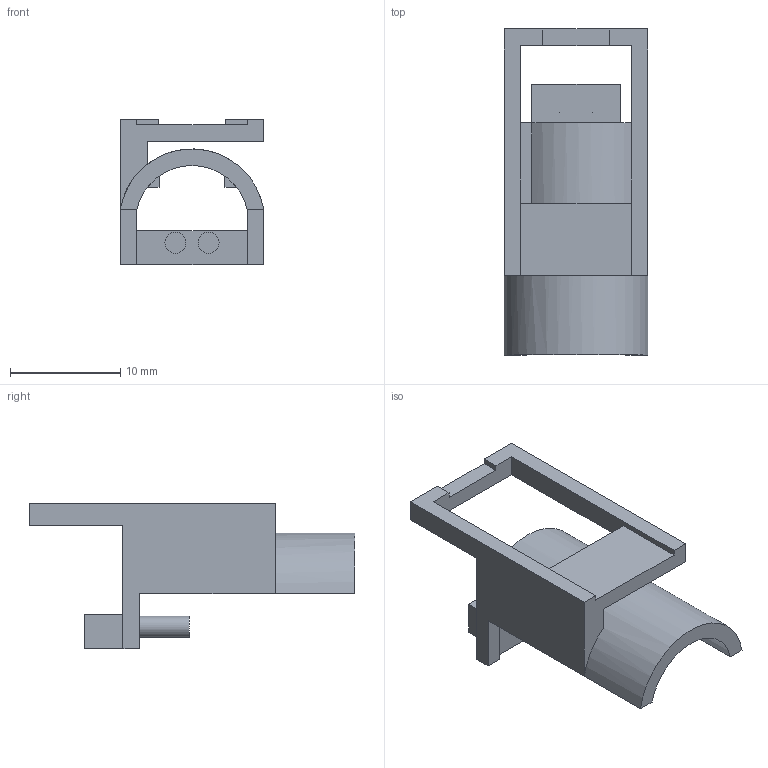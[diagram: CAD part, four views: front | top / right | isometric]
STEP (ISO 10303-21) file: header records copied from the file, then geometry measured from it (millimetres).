
FILE_DESCRIPTION(/* description */ (''),/* implementation_level */ '2;1');
FILE_NAME(/* name */ 'Repix_SingleHSHolder v1.step',/* time_stamp */ '2024-04-19T10:42:43+01:00',/* author */ (''),/* organization */ (''),/* preprocessor_version */ 'ST-DEVELOPER v20',/* originating_system */ 'Autodesk Translation Framework v12.14.0.127',/* authorisation */ '');
FILE_SCHEMA (('AUTOMOTIVE_DESIGN { 1 0 10303 214 3 1 1 }'));
Length unit declared in the file: millimetre
Products named in the file (1): Repix_SingleHSHolder
Bounding box: 13 x 29.5 x 13.2 mm (x, y, z)
Volume: 1039.4 mm3; surface area: 1674.6 mm2
Topology: 1 solids, 1 shells, 70 faces, 179 edges, 117 vertices
Faces by surface type: plane 64, cylinder 6
Full cylindrical faces by diameter (mm): 1.9 x2, 2.1 x2
Entity records: 2133 total; most frequent: CARTESIAN_POINT 367, ORIENTED_EDGE 358, DIRECTION 346, EDGE_CURVE 179, LINE 154, VECTOR 154, VERTEX_POINT 117, AXIS2_PLACEMENT_3D 96
